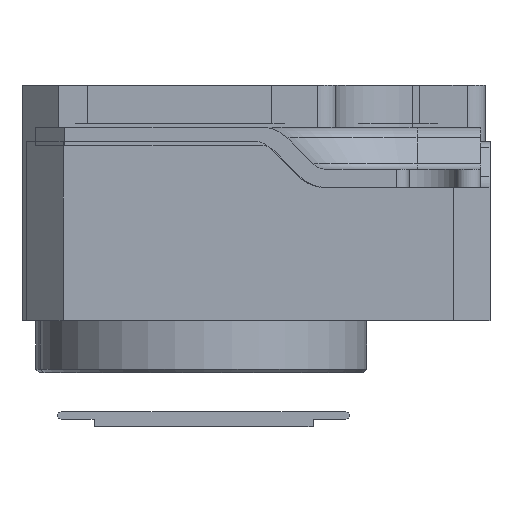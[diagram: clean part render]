
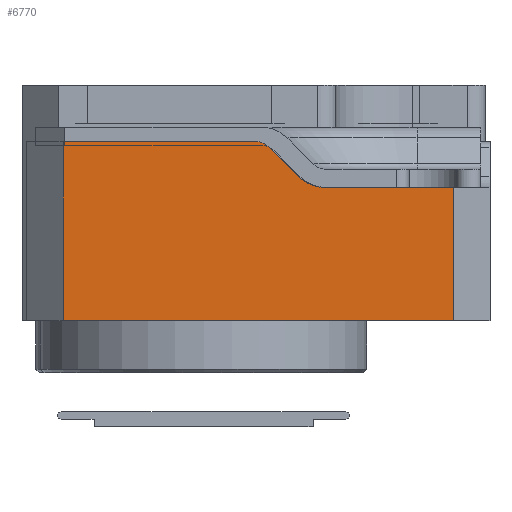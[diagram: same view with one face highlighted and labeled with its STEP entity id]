
A CAD part, front view. The second image highlights one B-rep face of the part: STEP entity #6770.
In plain terms, the highlighted planar face has unit normal (0, -1, 0).
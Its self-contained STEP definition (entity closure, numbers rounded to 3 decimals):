
#4520=CIRCLE('',#44162,1.);
#4521=CIRCLE('',#44163,0.5);
#6770=ADVANCED_FACE('',(#10566),#8699,.T.);
#8699=PLANE('',#44164);
#10566=FACE_OUTER_BOUND('',#12741,.T.);
#12741=EDGE_LOOP('',(#17733,#17734,#17735,#17736,#17737,#17738,#17739,#17740));
#17733=ORIENTED_EDGE('',*,*,#31425,.T.);
#17734=ORIENTED_EDGE('',*,*,#31440,.T.);
#17735=ORIENTED_EDGE('',*,*,#31441,.T.);
#17736=ORIENTED_EDGE('',*,*,#31442,.T.);
#17737=ORIENTED_EDGE('',*,*,#31443,.F.);
#17738=ORIENTED_EDGE('',*,*,#31444,.T.);
#17739=ORIENTED_EDGE('',*,*,#31445,.T.);
#17740=ORIENTED_EDGE('',*,*,#31446,.T.);
#27068=VERTEX_POINT('',#63230);
#27069=VERTEX_POINT('',#63232);
#27082=VERTEX_POINT('',#63262);
#27083=VERTEX_POINT('',#63264);
#27084=VERTEX_POINT('',#63266);
#27085=VERTEX_POINT('',#63268);
#27086=VERTEX_POINT('',#63270);
#27087=VERTEX_POINT('',#63272);
#31425=EDGE_CURVE('',#27069,#27068,#36166,.T.);
#31440=EDGE_CURVE('',#27068,#27082,#36177,.T.);
#31441=EDGE_CURVE('',#27082,#27083,#36178,.T.);
#31442=EDGE_CURVE('',#27083,#27084,#36179,.T.);
#31443=EDGE_CURVE('',#27085,#27084,#36180,.T.);
#31444=EDGE_CURVE('',#27085,#27086,#4520,.T.);
#31445=EDGE_CURVE('',#27086,#27087,#36181,.T.);
#31446=EDGE_CURVE('',#27087,#27069,#4521,.T.);
#36166=LINE('',#63231,#40153);
#36177=LINE('',#63261,#40164);
#36178=LINE('',#63263,#40165);
#36179=LINE('',#63265,#40166);
#36180=LINE('',#63267,#40167);
#36181=LINE('',#63271,#40168);
#40153=VECTOR('',#48370,1.);
#40164=VECTOR('',#48393,1.);
#40165=VECTOR('',#48394,1.);
#40166=VECTOR('',#48395,1.);
#40167=VECTOR('',#48396,1.);
#40168=VECTOR('',#48399,1.);
#44162=AXIS2_PLACEMENT_3D('',#63269,#48397,#48398);
#44163=AXIS2_PLACEMENT_3D('',#63273,#48400,#48401);
#44164=AXIS2_PLACEMENT_3D('',#63274,#48402,#48403);
#48370=DIRECTION('',(-1.,0.,0.));
#48393=DIRECTION('',(0.,0.,-1.));
#48394=DIRECTION('',(1.,0.,0.));
#48395=DIRECTION('',(0.,0.,1.));
#48396=DIRECTION('',(1.,0.,0.));
#48397=DIRECTION('',(0.,1.,0.));
#48398=DIRECTION('',(0.,0.,-1.));
#48399=DIRECTION('',(-0.707,0.,0.707));
#48400=DIRECTION('',(0.,-1.,0.));
#48401=DIRECTION('',(0.,0.,-1.));
#48402=DIRECTION('',(0.,-1.,0.));
#48403=DIRECTION('',(0.,0.,-1.));
#63230=CARTESIAN_POINT('',(1.,0.,4.9));
#63231=CARTESIAN_POINT('',(6.35,0.,4.9));
#63232=CARTESIAN_POINT('',(6.293,0.,4.9));
#63261=CARTESIAN_POINT('',(1.,0.,0.));
#63262=CARTESIAN_POINT('',(1.,0.,0.));
#63263=CARTESIAN_POINT('',(6.35,0.,0.));
#63264=CARTESIAN_POINT('',(11.7,0.,0.));
#63265=CARTESIAN_POINT('',(11.7,0.,0.));
#63266=CARTESIAN_POINT('',(11.7,0.,3.65));
#63267=CARTESIAN_POINT('',(7.75,0.,3.65));
#63268=CARTESIAN_POINT('',(8.164,0.,3.65));
#63269=CARTESIAN_POINT('',(8.164,0.,4.65));
#63270=CARTESIAN_POINT('',(7.457,0.,3.943));
#63271=CARTESIAN_POINT('',(8.875,0.,2.525));
#63272=CARTESIAN_POINT('',(6.646,0.,4.754));
#63273=CARTESIAN_POINT('',(6.293,0.,4.4));
#63274=CARTESIAN_POINT('',(6.35,0.,0.));
